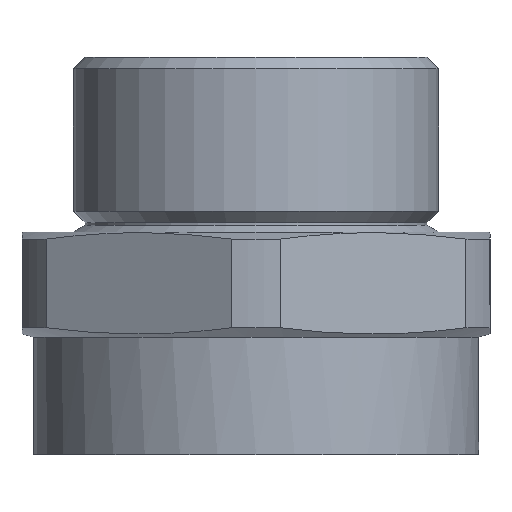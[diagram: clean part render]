
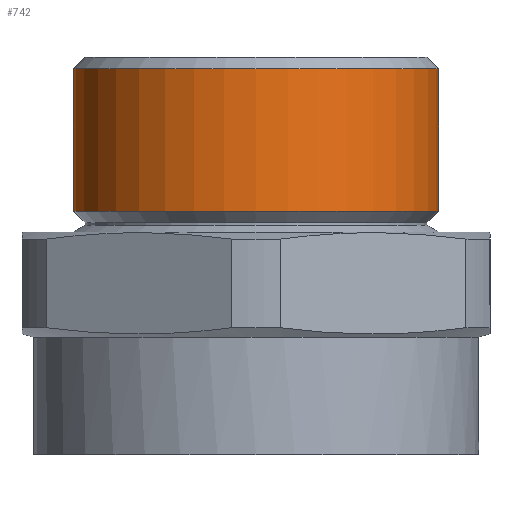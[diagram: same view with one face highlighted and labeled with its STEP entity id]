
A CAD part, front view. The second image highlights one B-rep face of the part: STEP entity #742.
In plain terms, the highlighted cylindrical face has radius 16 mm (diameter 32 mm), a full revolution.
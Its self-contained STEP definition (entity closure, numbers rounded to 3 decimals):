
#71 = AXIS2_PLACEMENT_3D ( 'NONE', #763, #545, #315 ) ;
#76 = ORIENTED_EDGE ( 'NONE', *, *, #426, .T. ) ;
#104 = EDGE_LOOP ( 'NONE', ( #76 ) ) ;
#279 = DIRECTION ( 'NONE',  ( 0., 0., -1. ) ) ;
#315 = DIRECTION ( 'NONE',  ( 0., 1., 0. ) ) ;
#325 = CARTESIAN_POINT ( 'NONE',  ( 0., 16., 21.317 ) ) ;
#348 = AXIS2_PLACEMENT_3D ( 'NONE', #457, #527, #606 ) ;
#407 = CIRCLE ( 'NONE', #920, 16. ) ;
#426 = EDGE_CURVE ( 'NONE', #522, #522, #407, .T. ) ;
#447 = CYLINDRICAL_SURFACE ( 'NONE', #348, 16. ) ;
#457 = CARTESIAN_POINT ( 'NONE',  ( 0., 0., 0. ) ) ;
#481 = CARTESIAN_POINT ( 'NONE',  ( 16., 0., 33.8 ) ) ;
#497 = EDGE_LOOP ( 'NONE', ( #516 ) ) ;
#516 = ORIENTED_EDGE ( 'NONE', *, *, #856, .F. ) ;
#522 = VERTEX_POINT ( 'NONE', #481 ) ;
#527 = DIRECTION ( 'NONE',  ( 0., 0., -1. ) ) ;
#545 = DIRECTION ( 'NONE',  ( 0., 0., -1. ) ) ;
#588 = FACE_OUTER_BOUND ( 'NONE', #497, .T. ) ;
#595 = CIRCLE ( 'NONE', #71, 16. ) ;
#606 = DIRECTION ( 'NONE',  ( -1., 0., 0. ) ) ;
#609 = VERTEX_POINT ( 'NONE', #325 ) ;
#660 = FACE_OUTER_BOUND ( 'NONE', #104, .T. ) ;
#735 = CARTESIAN_POINT ( 'NONE',  ( 0., 0., 33.8 ) ) ;
#742 = ADVANCED_FACE ( 'NONE', ( #588, #660 ), #447, .T. ) ;
#763 = CARTESIAN_POINT ( 'NONE',  ( 0., 0., 21.317 ) ) ;
#798 = DIRECTION ( 'NONE',  ( 1., 0., 0. ) ) ;
#856 = EDGE_CURVE ( 'NONE', #609, #609, #595, .T. ) ;
#920 = AXIS2_PLACEMENT_3D ( 'NONE', #735, #279, #798 ) ;
